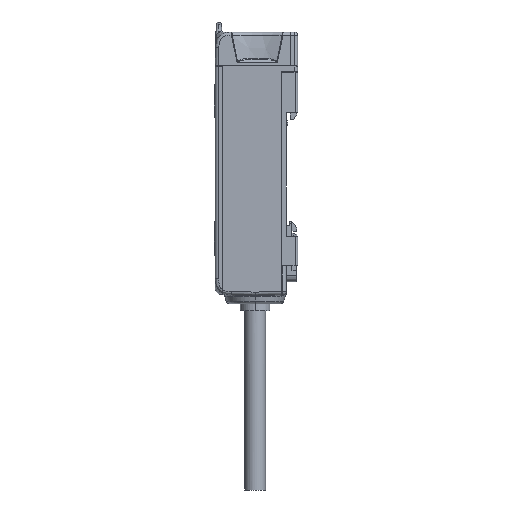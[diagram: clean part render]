
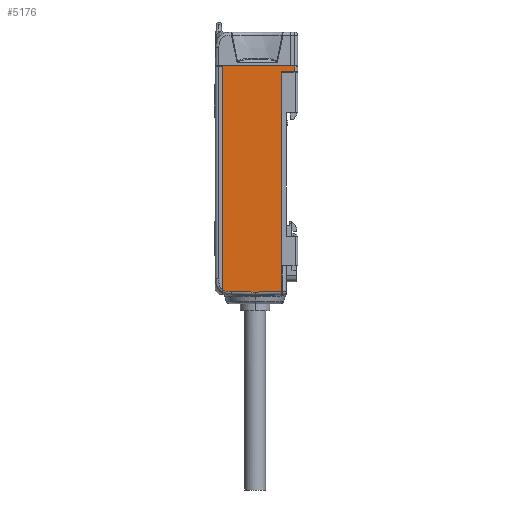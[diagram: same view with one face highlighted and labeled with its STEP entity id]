
A CAD part, left-side view. The second image highlights one B-rep face of the part: STEP entity #5176.
In plain terms, the highlighted face is planar.
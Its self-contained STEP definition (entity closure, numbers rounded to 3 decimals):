
#166=DIRECTION('',(1.,0.,0.));
#167=VECTOR('',#166,68.116);
#168=CARTESIAN_POINT('',(10.25,22.7,-14.604));
#169=LINE('',#168,#167);
#642=DIRECTION('',(1.,0.,0.));
#643=VECTOR('',#642,1.75);
#644=CARTESIAN_POINT('',(10.25,0.814,-14.986));
#645=LINE('',#644,#643);
#879=DIRECTION('',(-0.017,-1.,-0.017));
#880=VECTOR('',#879,7.92);
#881=CARTESIAN_POINT('',(79.,12.917,-14.775));
#882=LINE('',#881,#880);
#904=DIRECTION('',(0.,1.,0.017));
#905=VECTOR('',#904,4.187);
#906=CARTESIAN_POINT('',(12.,0.814,-14.986));
#907=LINE('',#906,#905);
#908=DIRECTION('',(-1.,0.,0.));
#909=VECTOR('',#908,66.862);
#910=CARTESIAN_POINT('',(78.862,5.,-14.913));
#911=LINE('',#910,#909);
#912=DIRECTION('',(0.,-1.,-0.017));
#913=VECTOR('',#912,20.603);
#914=CARTESIAN_POINT('',(10.25,22.7,-14.604));
#915=LINE('',#914,#913);
#916=CARTESIAN_POINT('',(10.25,0.814,-14.986));
#917=CARTESIAN_POINT('',(10.25,1.028,-14.982));
#918=CARTESIAN_POINT('',(10.25,1.457,-14.975));
#919=CARTESIAN_POINT('',(10.25,1.886,-14.967));
#920=CARTESIAN_POINT('',(10.25,2.1,-14.963));
#2477=DIRECTION('',(-0.017,1.,0.017));
#2478=VECTOR('',#2477,7.183);
#2479=CARTESIAN_POINT('',(79.,12.917,-14.775));
#2480=LINE('',#2479,#2478);
#2495=CARTESIAN_POINT('',(78.366,22.7,-14.604));
#2497=CARTESIAN_POINT('',(78.875,20.098,-14.649));
#2498=CARTESIAN_POINT('',(78.87,20.348,-14.645));
#2499=CARTESIAN_POINT('',(78.852,20.816,-14.637));
#2500=CARTESIAN_POINT('',(78.787,21.42,-14.626));
#2501=CARTESIAN_POINT('',(78.683,21.931,-14.617));
#2502=CARTESIAN_POINT('',(78.544,22.355,-14.61));
#2503=CARTESIAN_POINT('',(78.428,22.593,-14.606));
#2504=CARTESIAN_POINT('',(78.366,22.7,-14.604));
#2585=CARTESIAN_POINT('',(10.25,22.7,-14.604));
#2586=VERTEX_POINT('',#2585);
#2588=CARTESIAN_POINT('',(12.,5.,-14.913));
#2590=VERTEX_POINT('',#2588);
#2776=CARTESIAN_POINT('',(79.,12.917,-14.775));
#2777=CARTESIAN_POINT('',(78.862,5.,-14.913));
#2778=VERTEX_POINT('',#2776);
#2779=VERTEX_POINT('',#2777);
#2785=CARTESIAN_POINT('',(78.875,20.098,-14.649));
#2786=VERTEX_POINT('',#2785);
#2788=VERTEX_POINT('',#2495);
#2791=CARTESIAN_POINT('',(10.25,2.1,-14.963));
#2792=VERTEX_POINT('',#2791);
#2801=CARTESIAN_POINT('',(12.,0.814,-14.986));
#2802=VERTEX_POINT('',#2801);
#2803=CARTESIAN_POINT('',(10.25,0.814,
-14.986));
#2804=VERTEX_POINT('',#2803);
#5155=CARTESIAN_POINT('',(82.088,0.,-15.));
#5156=DIRECTION('',(0.,0.017,-1.));
#5157=DIRECTION('',(-1.,0.,0.));
#5158=AXIS2_PLACEMENT_3D('',#5155,#5156,#5157);
#5159=PLANE('',#5158);
#5160=ORIENTED_EDGE('',*,*,#4116,.T.);
#5161=ORIENTED_EDGE('',*,*,#4135,.T.);
#5163=ORIENTED_EDGE('',*,*,#5162,.F.);
#5164=ORIENTED_EDGE('',*,*,#5145,.F.);
#5166=ORIENTED_EDGE('',*,*,#5165,.T.);
#5168=ORIENTED_EDGE('',*,*,#5167,.T.);
#5169=ORIENTED_EDGE('',*,*,#3240,.F.);
#5171=ORIENTED_EDGE('',*,*,#5170,.T.);
#5173=ORIENTED_EDGE('',*,*,#5172,.F.);
#5174=EDGE_LOOP('',(#5160,#5161,#5163,#5164,#5166,#5168,#5169,#5171,#5173));
#5175=FACE_OUTER_BOUND('',#5174,.F.);
#5176=ADVANCED_FACE('',(#5175),#5159,.T.);
#921=B_SPLINE_CURVE_WITH_KNOTS('',3,(#916,#917,#918,#919,#920),.UNSPECIFIED.,
.F.,.F.,(4,1,4),(0.,0.5,1.),.UNSPECIFIED.);
#2505=B_SPLINE_CURVE_WITH_KNOTS('',3,(#2497,#2498,#2499,#2500,#2501,#2502,#2503,
#2504),.UNSPECIFIED.,.F.,.F.,(4,1,1,1,1,4),(0.,0.2,0.4,0.6,0.8,1.),
.UNSPECIFIED.);
#3240=EDGE_CURVE('',#2586,#2788,#169,.T.);
#4116=EDGE_CURVE('',#2804,#2802,#645,.T.);
#4135=EDGE_CURVE('',#2802,#2590,#907,.T.);
#5145=EDGE_CURVE('',#2778,#2779,#882,.T.);
#5162=EDGE_CURVE('',#2779,#2590,#911,.T.);
#5165=EDGE_CURVE('',#2778,#2786,#2480,.T.);
#5167=EDGE_CURVE('',#2786,#2788,#2505,.T.);
#5170=EDGE_CURVE('',#2586,#2792,#915,.T.);
#5172=EDGE_CURVE('',#2804,#2792,#921,.T.);
